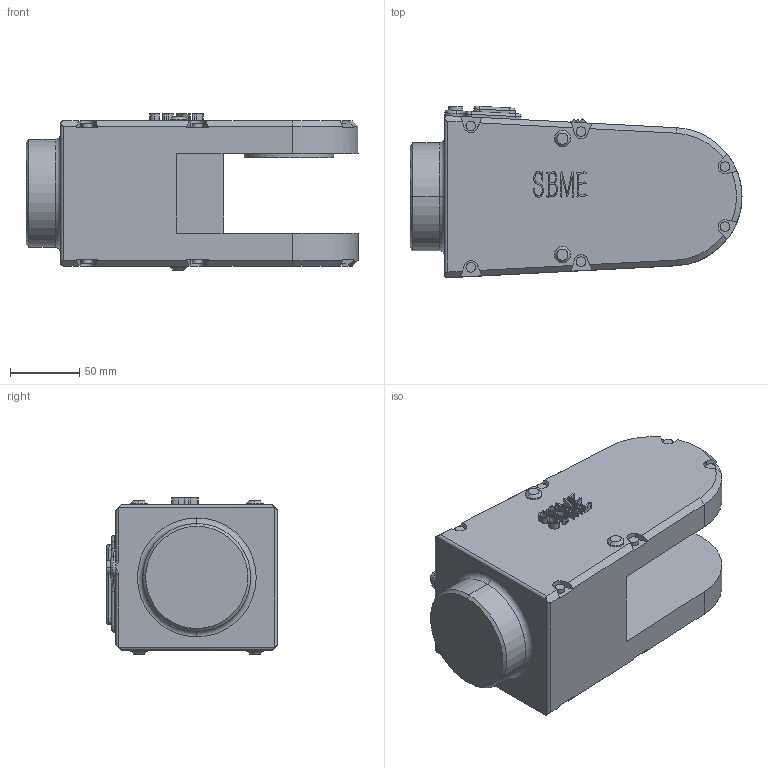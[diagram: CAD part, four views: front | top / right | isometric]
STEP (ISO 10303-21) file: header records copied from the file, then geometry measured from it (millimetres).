
FILE_DESCRIPTION (( 'STEP AP203' ), '1' );
FILE_NAME ('4_默认_sldprt.STEP', '2024-05-21T09:59:41', ( '' ), ( '' ), 'SwSTEP 2.0', 'SolidWorks 2022', '' );
FILE_SCHEMA (( 'CONFIG_CONTROL_DESIGN' ));
Length unit declared in the file: millimetre
Products named in the file (1): 4_默认_sldprt
Bounding box: 240.41 x 124.2 x 113.23 mm (x, y, z)
Volume: 1869946.8 mm3; surface area: 126683.2 mm2
Topology: 1 solids, 1 shells, 316 faces, 818 edges, 531 vertices
Faces by surface type: plane 152, cylinder 87, bspline 46, cone 17, torus 14
Entity records: 11692 total; most frequent: CARTESIAN_POINT 4068, ORIENTED_EDGE 1632, DIRECTION 1463, EDGE_CURVE 816, VERTEX_POINT 531, VECTOR 491, LINE 491, AXIS2_PLACEMENT_3D 486
